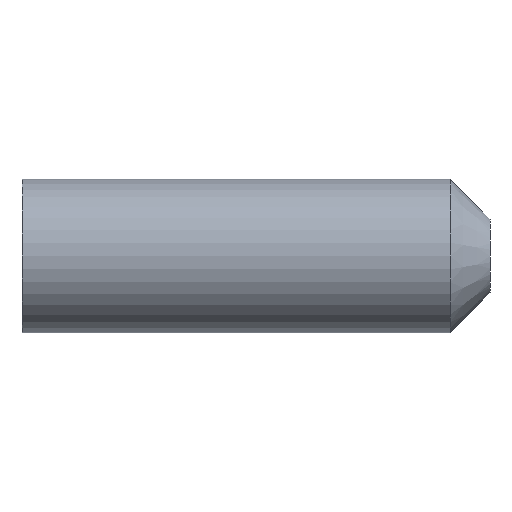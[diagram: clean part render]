
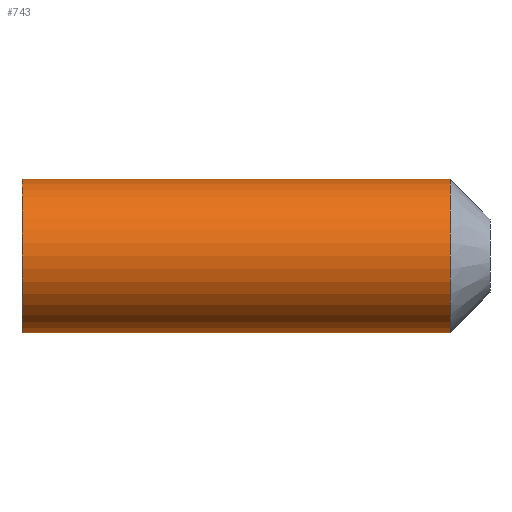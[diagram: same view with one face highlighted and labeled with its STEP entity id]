
A CAD part, left-side view. The second image highlights one B-rep face of the part: STEP entity #743.
In plain terms, the highlighted cylindrical face has radius 2.083 mm (diameter 4.166 mm), a partial arc.
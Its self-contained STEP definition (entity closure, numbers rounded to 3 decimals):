
#2 = AXIS2_PLACEMENT_3D ( 'NONE', #949, #11, #684 ) ;
#11 = DIRECTION ( 'NONE',  ( 0., -1., 0. ) ) ;
#17 = CARTESIAN_POINT ( 'NONE',  ( 0., -12.7, 0. ) ) ;
#51 = CARTESIAN_POINT ( 'NONE',  ( 0., -12.7, -2.083 ) ) ;
#98 = CARTESIAN_POINT ( 'NONE',  ( 0., -11.617, -2.083 ) ) ;
#100 = VECTOR ( 'NONE', #292, 1000. ) ;
#124 = DIRECTION ( 'NONE',  ( 0., 1., 0. ) ) ;
#130 = DIRECTION ( 'NONE',  ( 0., 0., 1. ) ) ;
#164 = EDGE_CURVE ( 'NONE', #728, #460, #619, .T. ) ;
#179 = EDGE_CURVE ( 'NONE', #601, #460, #907, .T. ) ;
#273 = CYLINDRICAL_SURFACE ( 'NONE', #1012, 2.083 ) ;
#280 = EDGE_LOOP ( 'NONE', ( #697, #512, #739, #890 ) ) ;
#292 = DIRECTION ( 'NONE',  ( 0., 1., 0. ) ) ;
#411 = CARTESIAN_POINT ( 'NONE',  ( 0., 0., 2.083 ) ) ;
#421 = VECTOR ( 'NONE', #124, 1000. ) ;
#448 = CARTESIAN_POINT ( 'NONE',  ( 0., -11.617, 2.083 ) ) ;
#460 = VERTEX_POINT ( 'NONE', #411 ) ;
#466 = CARTESIAN_POINT ( 'NONE',  ( 0., -12.7, 2.083 ) ) ;
#512 = ORIENTED_EDGE ( 'NONE', *, *, #550, .F. ) ;
#535 = VERTEX_POINT ( 'NONE', #98 ) ;
#550 = EDGE_CURVE ( 'NONE', #728, #535, #1008, .T. ) ;
#601 = VERTEX_POINT ( 'NONE', #771 ) ;
#619 = LINE ( 'NONE', #466, #421 ) ;
#635 = CARTESIAN_POINT ( 'NONE',  ( 0., 0., 0. ) ) ;
#662 = AXIS2_PLACEMENT_3D ( 'NONE', #635, #895, #130 ) ;
#684 = DIRECTION ( 'NONE',  ( 0., 0., 1. ) ) ;
#697 = ORIENTED_EDGE ( 'NONE', *, *, #762, .F. ) ;
#701 = DIRECTION ( 'NONE',  ( 0., 1., 0. ) ) ;
#728 = VERTEX_POINT ( 'NONE', #448 ) ;
#739 = ORIENTED_EDGE ( 'NONE', *, *, #164, .T. ) ;
#743 = ADVANCED_FACE ( 'NONE', ( #985 ), #273, .T. ) ;
#762 = EDGE_CURVE ( 'NONE', #535, #601, #1001, .T. ) ;
#771 = CARTESIAN_POINT ( 'NONE',  ( 0., 0., -2.083 ) ) ;
#890 = ORIENTED_EDGE ( 'NONE', *, *, #179, .F. ) ;
#895 = DIRECTION ( 'NONE',  ( 0., 1., 0. ) ) ;
#907 = CIRCLE ( 'NONE', #662, 2.083 ) ;
#949 = CARTESIAN_POINT ( 'NONE',  ( 0., -11.617, 0. ) ) ;
#985 = FACE_OUTER_BOUND ( 'NONE', #280, .T. ) ;
#1001 = LINE ( 'NONE', #51, #100 ) ;
#1008 = CIRCLE ( 'NONE', #2, 2.083 ) ;
#1012 = AXIS2_PLACEMENT_3D ( 'NONE', #17, #701, #1043 ) ;
#1043 = DIRECTION ( 'NONE',  ( 0., 0., 1. ) ) ;
